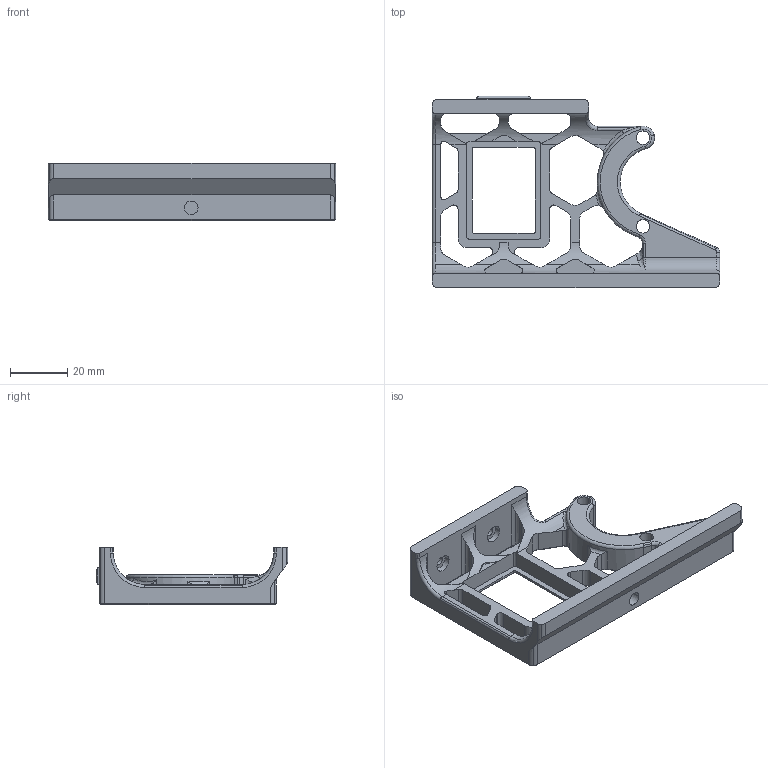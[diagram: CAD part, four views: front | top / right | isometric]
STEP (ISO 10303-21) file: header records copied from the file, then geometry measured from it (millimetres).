
FILE_DESCRIPTION (( 'STEP AP214' ), '1' );
FILE_NAME ('Front_Back_Skirt_250_DPST_Rocker_b.STEP', '2023-01-16T02:42:22', ( '' ), ( '' ), 'SwSTEP 2.0', 'SolidWorks 2023', '' );
FILE_SCHEMA (( 'AUTOMOTIVE_DESIGN' ));
Length unit declared in the file: millimetre
Products named in the file (1): Front_Back_Skirt_250_DPST_Rocker_b
Bounding box: 100.5 x 67 x 20 mm (x, y, z)
Volume: 29048.1 mm3; surface area: 16679.6 mm2
Topology: 1 solids, 1 shells, 385 faces, 1008 edges, 620 vertices
Faces by surface type: cylinder 151, plane 133, cone 82, torus 12, bspline 7
Entity records: 12791 total; most frequent: CARTESIAN_POINT 3346, ORIENTED_EDGE 2012, DIRECTION 1977, EDGE_CURVE 1006, AXIS2_PLACEMENT_3D 715, VERTEX_POINT 620, LINE 547, VECTOR 547
